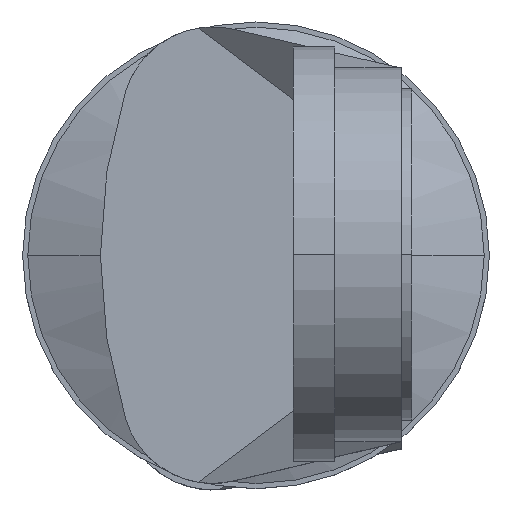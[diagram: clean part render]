
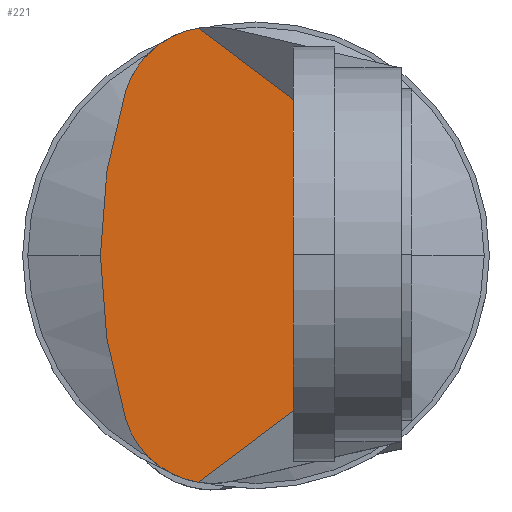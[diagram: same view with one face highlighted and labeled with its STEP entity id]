
A CAD part, top view. The second image highlights one B-rep face of the part: STEP entity #221.
In plain terms, the highlighted planar face has unit normal (0, 0, 1).
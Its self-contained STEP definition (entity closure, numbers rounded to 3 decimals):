
#221=ADVANCED_FACE('',(#463),#462,.F.);
#462=PLANE('',#1301);
#463=FACE_OUTER_BOUND('',#1302,.T.);
#1298=CARTESIAN_POINT('',(5.058,-13.136,92.2));
#1299=DIRECTION('',(0.,0.,-1.));
#1300=DIRECTION('',(-1.,0.,0.));
#1301=AXIS2_PLACEMENT_3D('',#1298,#1299,#1300);
#1302=EDGE_LOOP('',(#1857,#1858,#1859,#1860,#1861,#1862));
#1857=ORIENTED_EDGE('',*,*,#2230,.F.);
#1858=ORIENTED_EDGE('',*,*,#2229,.F.);
#1859=ORIENTED_EDGE('',*,*,#2231,.F.);
#1860=ORIENTED_EDGE('',*,*,#2223,.F.);
#1861=ORIENTED_EDGE('',*,*,#2232,.F.);
#1862=ORIENTED_EDGE('',*,*,#2233,.F.);
#2223=EDGE_CURVE('',#2664,#2672,#2673,.T.);
#2229=EDGE_CURVE('',#2707,#2693,#2714,.T.);
#2230=EDGE_CURVE('',#2693,#2720,#2721,.T.);
#2231=EDGE_CURVE('',#2672,#2707,#2727,.T.);
#2232=EDGE_CURVE('',#2733,#2664,#2734,.T.);
#2233=EDGE_CURVE('',#2720,#2733,#2740,.T.);
#2664=VERTEX_POINT('',#3895);
#2672=VERTEX_POINT('',#3900);
#2673=LINE('',#3901,#3902);
#2693=VERTEX_POINT('',#3912);
#2707=VERTEX_POINT('',#3920);
#2714=LINE('',#3924,#3925);
#2720=VERTEX_POINT('',#3927);
#2721=CIRCLE('',#3931,4.397);
#2727=LINE('',#3932,#3933);
#2733=VERTEX_POINT('',#3935);
#2734=CIRCLE('',#3939,4.397);
#2740=CIRCLE('',#3943,26.323);
#3895=CARTESIAN_POINT('',(-2.766,10.947,92.2));
#3900=CARTESIAN_POINT('',(3.8,6.,92.2));
#3901=CARTESIAN_POINT('',(-2.766,10.947,92.2));
#3902=VECTOR('',#3903,8.221);
#3903=DIRECTION('',(0.799,-0.602,0.));
#3912=CARTESIAN_POINT('',(-2.766,-10.947,92.2));
#3920=CARTESIAN_POINT('',(3.8,-6.,92.2));
#3924=CARTESIAN_POINT('',(3.8,-6.,92.2));
#3925=VECTOR('',#3926,8.221);
#3926=DIRECTION('',(-0.799,-0.602,0.));
#3927=CARTESIAN_POINT('',(-6.278,-7.927,92.2));
#3928=CARTESIAN_POINT('',(-2.085,-6.603,92.2));
#3929=DIRECTION('',(0.,0.,-1.));
#3930=DIRECTION('',(1.,0.,0.));
#3931=AXIS2_PLACEMENT_3D('',#3928,#3929,#3930);
#3932=CARTESIAN_POINT('',(3.8,6.,92.2));
#3933=VECTOR('',#3934,12.);
#3934=DIRECTION('',(0.,-1.,0.));
#3935=CARTESIAN_POINT('',(-6.278,7.927,92.2));
#3936=CARTESIAN_POINT('',(-2.085,6.603,92.2));
#3937=DIRECTION('',(0.,0.,-1.));
#3938=DIRECTION('',(1.,0.,0.));
#3939=AXIS2_PLACEMENT_3D('',#3936,#3937,#3938);
#3940=CARTESIAN_POINT('',(18.823,0.,92.2));
#3941=DIRECTION('',(0.,0.,-1.));
#3942=DIRECTION('',(1.,0.,0.));
#3943=AXIS2_PLACEMENT_3D('',#3940,#3941,#3942);
